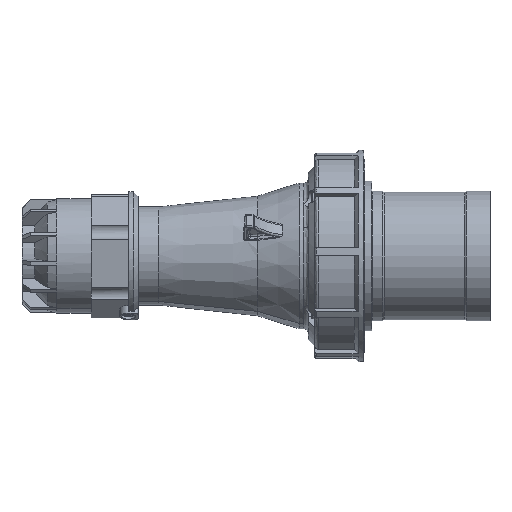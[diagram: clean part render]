
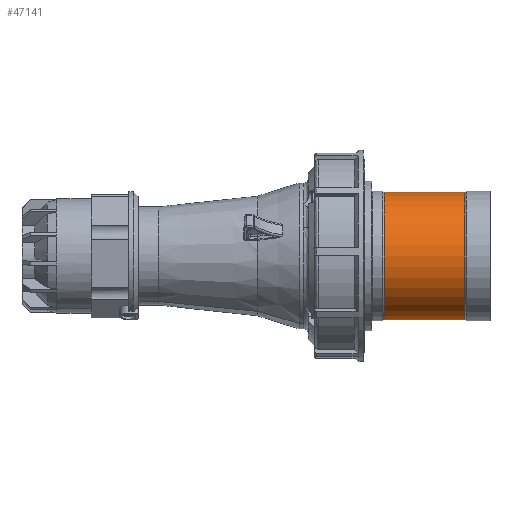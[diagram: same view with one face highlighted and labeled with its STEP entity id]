
A CAD part, front view. The second image highlights one B-rep face of the part: STEP entity #47141.
In plain terms, the highlighted cylindrical face has radius 34 mm (diameter 68 mm), a partial arc.
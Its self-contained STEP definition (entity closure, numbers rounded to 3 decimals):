
#31 = CARTESIAN_POINT ( 'NONE',  ( -56.5, 0., 34. ) ) ;
#283 = EDGE_CURVE ( 'NONE', #8582, #52321, #38697, .T. ) ;
#349 = EDGE_CURVE ( 'NONE', #38241, #52321, #32926, .T. ) ;
#5040 = EDGE_CURVE ( 'NONE', #28704, #8582, #40711, .T. ) ;
#5686 = VECTOR ( 'NONE', #24895, 1000. ) ;
#8582 = VERTEX_POINT ( 'NONE', #48468 ) ;
#8998 = AXIS2_PLACEMENT_3D ( 'NONE', #34324, #22410, #18435 ) ;
#9790 = DIRECTION ( 'NONE',  ( 1., 0., 0. ) ) ;
#10852 = CARTESIAN_POINT ( 'NONE',  ( -69.713, 0., -34. ) ) ;
#16264 = DIRECTION ( 'NONE',  ( 1., 0., 0. ) ) ;
#18435 = DIRECTION ( 'NONE',  ( 0., 0., -1. ) ) ;
#20897 = FACE_OUTER_BOUND ( 'NONE', #53136, .T. ) ;
#22097 = CARTESIAN_POINT ( 'NONE',  ( -13.5, 0., 0. ) ) ;
#22181 = ORIENTED_EDGE ( 'NONE', *, *, #5040, .T. ) ;
#22410 = DIRECTION ( 'NONE',  ( 1., 0., 0. ) ) ;
#24895 = DIRECTION ( 'NONE',  ( 1., 0., 0. ) ) ;
#28704 = VERTEX_POINT ( 'NONE', #31 ) ;
#31269 = DIRECTION ( 'NONE',  ( 1., 0., 0. ) ) ;
#32926 = LINE ( 'NONE', #10852, #5686 ) ;
#33124 = ORIENTED_EDGE ( 'NONE', *, *, #283, .T. ) ;
#33235 = CARTESIAN_POINT ( 'NONE',  ( -56.5, 0., 0. ) ) ;
#34271 = EDGE_CURVE ( 'NONE', #28704, #38241, #37490, .T. ) ;
#34324 = CARTESIAN_POINT ( 'NONE',  ( -69.713, 0., 0. ) ) ;
#35919 = CARTESIAN_POINT ( 'NONE',  ( -69.713, 0., 34. ) ) ;
#37490 = CIRCLE ( 'NONE', #40695, 34. ) ;
#38241 = VERTEX_POINT ( 'NONE', #47605 ) ;
#38515 = DIRECTION ( 'NONE',  ( 0., -1., 0. ) ) ;
#38697 = CIRCLE ( 'NONE', #51598, 34. ) ;
#40695 = AXIS2_PLACEMENT_3D ( 'NONE', #33235, #16264, #45088 ) ;
#40711 = LINE ( 'NONE', #35919, #47097 ) ;
#45088 = DIRECTION ( 'NONE',  ( 0., 0., -1. ) ) ;
#45923 = ORIENTED_EDGE ( 'NONE', *, *, #34271, .F. ) ;
#47097 = VECTOR ( 'NONE', #31269, 1000. ) ;
#47141 = ADVANCED_FACE ( 'NONE', ( #20897 ), #51693, .F. ) ;
#47304 = CARTESIAN_POINT ( 'NONE',  ( -13.5, 0., -34. ) ) ;
#47605 = CARTESIAN_POINT ( 'NONE',  ( -56.5, 0., -34. ) ) ;
#48468 = CARTESIAN_POINT ( 'NONE',  ( -13.5, 0., 34. ) ) ;
#51598 = AXIS2_PLACEMENT_3D ( 'NONE', #22097, #9790, #38515 ) ;
#51693 = CYLINDRICAL_SURFACE ( 'NONE', #8998, 34. ) ;
#52321 = VERTEX_POINT ( 'NONE', #47304 ) ;
#52408 = ORIENTED_EDGE ( 'NONE', *, *, #349, .F. ) ;
#53136 = EDGE_LOOP ( 'NONE', ( #45923, #22181, #33124, #52408 ) ) ;
